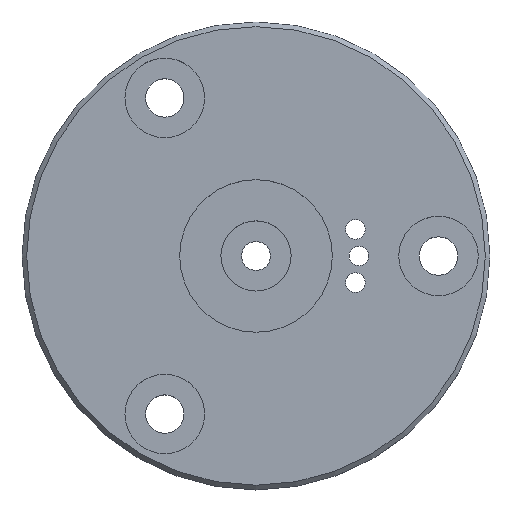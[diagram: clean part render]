
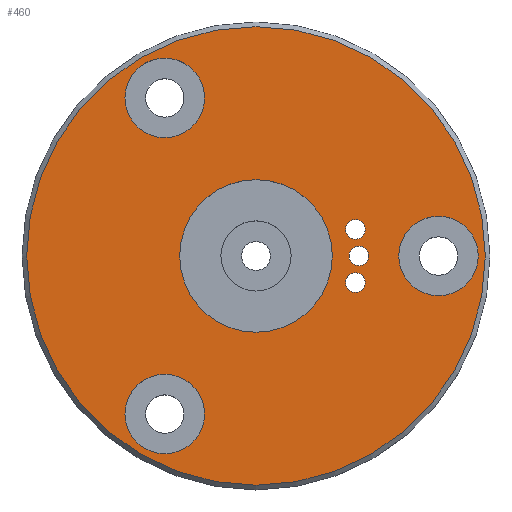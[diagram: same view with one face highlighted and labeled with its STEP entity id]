
A CAD part, top view. The second image highlights one B-rep face of the part: STEP entity #460.
In plain terms, the highlighted planar face has unit normal (0, 0, 1).
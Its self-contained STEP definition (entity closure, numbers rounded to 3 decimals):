
#66 = CONICAL_SURFACE('',#67,100.,0.785);
#67 = AXIS2_PLACEMENT_3D('',#68,#69,#70);
#68 = CARTESIAN_POINT('',(0.,0.,25.));
#69 = DIRECTION('',(-0.,-0.,-1.));
#70 = DIRECTION('',(1.,0.,0.));
#165 = VERTEX_POINT('',#166);
#166 = CARTESIAN_POINT('',(98.,0.,27.));
#189 = EDGE_CURVE('',#165,#165,#190,.T.);
#190 = SURFACE_CURVE('',#191,(#196,#203),.PCURVE_S1.);
#191 = CIRCLE('',#192,98.);
#192 = AXIS2_PLACEMENT_3D('',#193,#194,#195);
#193 = CARTESIAN_POINT('',(0.,0.,27.));
#194 = DIRECTION('',(0.,0.,1.));
#195 = DIRECTION('',(1.,0.,0.));
#196 = PCURVE('',#66,#197);
#197 = DEFINITIONAL_REPRESENTATION('',(#198),#202);
#198 = LINE('',#199,#200);
#199 = CARTESIAN_POINT('',(-0.,-2.));
#200 = VECTOR('',#201,1.);
#201 = DIRECTION('',(-1.,-0.));
#202 = ( GEOMETRIC_REPRESENTATION_CONTEXT(2) 
PARAMETRIC_REPRESENTATION_CONTEXT() REPRESENTATION_CONTEXT('2D SPACE',''
  ) );
#203 = PCURVE('',#204,#209);
#204 = PLANE('',#205);
#205 = AXIS2_PLACEMENT_3D('',#206,#207,#208);
#206 = CARTESIAN_POINT('',(0.,0.,27.));
#207 = DIRECTION('',(0.,0.,1.));
#208 = DIRECTION('',(1.,0.,0.));
#209 = DEFINITIONAL_REPRESENTATION('',(#210),#214);
#210 = CIRCLE('',#211,98.);
#211 = AXIS2_PLACEMENT_2D('',#212,#213);
#212 = CARTESIAN_POINT('',(0.,0.));
#213 = DIRECTION('',(1.,0.));
#214 = ( GEOMETRIC_REPRESENTATION_CONTEXT(2) 
PARAMETRIC_REPRESENTATION_CONTEXT() REPRESENTATION_CONTEXT('2D SPACE',''
  ) );
#243 = CYLINDRICAL_SURFACE('',#244,4.2);
#244 = AXIS2_PLACEMENT_3D('',#245,#246,#247);
#245 = CARTESIAN_POINT('',(42.501,-11.388,27.));
#246 = DIRECTION('',(-0.,0.,-1.));
#247 = DIRECTION('',(0.966,-0.259,0.));
#278 = CYLINDRICAL_SURFACE('',#279,4.2);
#279 = AXIS2_PLACEMENT_3D('',#280,#281,#282);
#280 = CARTESIAN_POINT('',(44.,0.,27.));
#281 = DIRECTION('',(-0.,-0.,-1.));
#282 = DIRECTION('',(1.,0.,0.));
#313 = CYLINDRICAL_SURFACE('',#314,4.2);
#314 = AXIS2_PLACEMENT_3D('',#315,#316,#317);
#315 = CARTESIAN_POINT('',(42.501,11.388,27.));
#316 = DIRECTION('',(0.,-0.,-1.));
#317 = DIRECTION('',(0.966,0.259,0.));
#460 = ADVANCED_FACE('',(#461,#464,#490,#516,#542,#573,#604,#635),#204,
  .T.);
#461 = FACE_BOUND('',#462,.T.);
#462 = EDGE_LOOP('',(#463));
#463 = ORIENTED_EDGE('',*,*,#189,.T.);
#464 = FACE_BOUND('',#465,.T.);
#465 = EDGE_LOOP('',(#466));
#466 = ORIENTED_EDGE('',*,*,#467,.F.);
#467 = EDGE_CURVE('',#468,#468,#470,.T.);
#468 = VERTEX_POINT('',#469);
#469 = CARTESIAN_POINT('',(48.2,0.,27.));
#470 = SURFACE_CURVE('',#471,(#476,#483),.PCURVE_S1.);
#471 = CIRCLE('',#472,4.2);
#472 = AXIS2_PLACEMENT_3D('',#473,#474,#475);
#473 = CARTESIAN_POINT('',(44.,0.,27.));
#474 = DIRECTION('',(0.,0.,1.));
#475 = DIRECTION('',(1.,0.,0.));
#476 = PCURVE('',#204,#477);
#477 = DEFINITIONAL_REPRESENTATION('',(#478),#482);
#478 = CIRCLE('',#479,4.2);
#479 = AXIS2_PLACEMENT_2D('',#480,#481);
#480 = CARTESIAN_POINT('',(44.,0.));
#481 = DIRECTION('',(1.,0.));
#482 = ( GEOMETRIC_REPRESENTATION_CONTEXT(2) 
PARAMETRIC_REPRESENTATION_CONTEXT() REPRESENTATION_CONTEXT('2D SPACE',''
  ) );
#483 = PCURVE('',#278,#484);
#484 = DEFINITIONAL_REPRESENTATION('',(#485),#489);
#485 = LINE('',#486,#487);
#486 = CARTESIAN_POINT('',(-0.,0.));
#487 = VECTOR('',#488,1.);
#488 = DIRECTION('',(-1.,0.));
#489 = ( GEOMETRIC_REPRESENTATION_CONTEXT(2) 
PARAMETRIC_REPRESENTATION_CONTEXT() REPRESENTATION_CONTEXT('2D SPACE',''
  ) );
#490 = FACE_BOUND('',#491,.T.);
#491 = EDGE_LOOP('',(#492));
#492 = ORIENTED_EDGE('',*,*,#493,.F.);
#493 = EDGE_CURVE('',#494,#494,#496,.T.);
#494 = VERTEX_POINT('',#495);
#495 = CARTESIAN_POINT('',(46.558,12.475,27.));
#496 = SURFACE_CURVE('',#497,(#502,#509),.PCURVE_S1.);
#497 = CIRCLE('',#498,4.2);
#498 = AXIS2_PLACEMENT_3D('',#499,#500,#501);
#499 = CARTESIAN_POINT('',(42.501,11.388,27.));
#500 = DIRECTION('',(0.,-0.,1.));
#501 = DIRECTION('',(0.966,0.259,0.));
#502 = PCURVE('',#204,#503);
#503 = DEFINITIONAL_REPRESENTATION('',(#504),#508);
#504 = CIRCLE('',#505,4.2);
#505 = AXIS2_PLACEMENT_2D('',#506,#507);
#506 = CARTESIAN_POINT('',(42.501,11.388));
#507 = DIRECTION('',(0.966,0.259));
#508 = ( GEOMETRIC_REPRESENTATION_CONTEXT(2) 
PARAMETRIC_REPRESENTATION_CONTEXT() REPRESENTATION_CONTEXT('2D SPACE',''
  ) );
#509 = PCURVE('',#313,#510);
#510 = DEFINITIONAL_REPRESENTATION('',(#511),#515);
#511 = LINE('',#512,#513);
#512 = CARTESIAN_POINT('',(-0.,0.));
#513 = VECTOR('',#514,1.);
#514 = DIRECTION('',(-1.,0.));
#515 = ( GEOMETRIC_REPRESENTATION_CONTEXT(2) 
PARAMETRIC_REPRESENTATION_CONTEXT() REPRESENTATION_CONTEXT('2D SPACE',''
  ) );
#516 = FACE_BOUND('',#517,.T.);
#517 = EDGE_LOOP('',(#518));
#518 = ORIENTED_EDGE('',*,*,#519,.F.);
#519 = EDGE_CURVE('',#520,#520,#522,.T.);
#520 = VERTEX_POINT('',#521);
#521 = CARTESIAN_POINT('',(46.558,-12.475,27.));
#522 = SURFACE_CURVE('',#523,(#528,#535),.PCURVE_S1.);
#523 = CIRCLE('',#524,4.2);
#524 = AXIS2_PLACEMENT_3D('',#525,#526,#527);
#525 = CARTESIAN_POINT('',(42.501,-11.388,27.));
#526 = DIRECTION('',(-0.,0.,1.));
#527 = DIRECTION('',(0.966,-0.259,0.));
#528 = PCURVE('',#204,#529);
#529 = DEFINITIONAL_REPRESENTATION('',(#530),#534);
#530 = CIRCLE('',#531,4.2);
#531 = AXIS2_PLACEMENT_2D('',#532,#533);
#532 = CARTESIAN_POINT('',(42.501,-11.388));
#533 = DIRECTION('',(0.966,-0.259));
#534 = ( GEOMETRIC_REPRESENTATION_CONTEXT(2) 
PARAMETRIC_REPRESENTATION_CONTEXT() REPRESENTATION_CONTEXT('2D SPACE',''
  ) );
#535 = PCURVE('',#243,#536);
#536 = DEFINITIONAL_REPRESENTATION('',(#537),#541);
#537 = LINE('',#538,#539);
#538 = CARTESIAN_POINT('',(-0.,0.));
#539 = VECTOR('',#540,1.);
#540 = DIRECTION('',(-1.,0.));
#541 = ( GEOMETRIC_REPRESENTATION_CONTEXT(2) 
PARAMETRIC_REPRESENTATION_CONTEXT() REPRESENTATION_CONTEXT('2D SPACE',''
  ) );
#542 = FACE_BOUND('',#543,.T.);
#543 = EDGE_LOOP('',(#544));
#544 = ORIENTED_EDGE('',*,*,#545,.F.);
#545 = EDGE_CURVE('',#546,#546,#548,.T.);
#546 = VERTEX_POINT('',#547);
#547 = CARTESIAN_POINT('',(32.6,0.,27.));
#548 = SURFACE_CURVE('',#549,(#554,#561),.PCURVE_S1.);
#549 = CIRCLE('',#550,32.6);
#550 = AXIS2_PLACEMENT_3D('',#551,#552,#553);
#551 = CARTESIAN_POINT('',(0.,0.,27.));
#552 = DIRECTION('',(0.,0.,1.));
#553 = DIRECTION('',(1.,0.,0.));
#554 = PCURVE('',#204,#555);
#555 = DEFINITIONAL_REPRESENTATION('',(#556),#560);
#556 = CIRCLE('',#557,32.6);
#557 = AXIS2_PLACEMENT_2D('',#558,#559);
#558 = CARTESIAN_POINT('',(0.,0.));
#559 = DIRECTION('',(1.,0.));
#560 = ( GEOMETRIC_REPRESENTATION_CONTEXT(2) 
PARAMETRIC_REPRESENTATION_CONTEXT() REPRESENTATION_CONTEXT('2D SPACE',''
  ) );
#561 = PCURVE('',#562,#567);
#562 = CYLINDRICAL_SURFACE('',#563,32.6);
#563 = AXIS2_PLACEMENT_3D('',#564,#565,#566);
#564 = CARTESIAN_POINT('',(0.,0.,27.));
#565 = DIRECTION('',(0.,0.,1.));
#566 = DIRECTION('',(1.,0.,0.));
#567 = DEFINITIONAL_REPRESENTATION('',(#568),#572);
#568 = LINE('',#569,#570);
#569 = CARTESIAN_POINT('',(0.,0.));
#570 = VECTOR('',#571,1.);
#571 = DIRECTION('',(1.,0.));
#572 = ( GEOMETRIC_REPRESENTATION_CONTEXT(2) 
PARAMETRIC_REPRESENTATION_CONTEXT() REPRESENTATION_CONTEXT('2D SPACE',''
  ) );
#573 = FACE_BOUND('',#574,.T.);
#574 = EDGE_LOOP('',(#575));
#575 = ORIENTED_EDGE('',*,*,#576,.F.);
#576 = EDGE_CURVE('',#577,#577,#579,.T.);
#577 = VERTEX_POINT('',#578);
#578 = CARTESIAN_POINT('',(-47.507,82.285,27.));
#579 = SURFACE_CURVE('',#580,(#585,#592),.PCURVE_S1.);
#580 = CIRCLE('',#581,17.);
#581 = AXIS2_PLACEMENT_3D('',#582,#583,#584);
#582 = CARTESIAN_POINT('',(-39.007,67.562,27.));
#583 = DIRECTION('',(0.,0.,1.));
#584 = DIRECTION('',(-0.5,0.866,0.));
#585 = PCURVE('',#204,#586);
#586 = DEFINITIONAL_REPRESENTATION('',(#587),#591);
#587 = CIRCLE('',#588,17.);
#588 = AXIS2_PLACEMENT_2D('',#589,#590);
#589 = CARTESIAN_POINT('',(-39.007,67.562));
#590 = DIRECTION('',(-0.5,0.866));
#591 = ( GEOMETRIC_REPRESENTATION_CONTEXT(2) 
PARAMETRIC_REPRESENTATION_CONTEXT() REPRESENTATION_CONTEXT('2D SPACE',''
  ) );
#592 = PCURVE('',#593,#598);
#593 = CYLINDRICAL_SURFACE('',#594,17.);
#594 = AXIS2_PLACEMENT_3D('',#595,#596,#597);
#595 = CARTESIAN_POINT('',(-39.007,67.562,27.));
#596 = DIRECTION('',(0.,0.,1.));
#597 = DIRECTION('',(-0.5,0.866,0.));
#598 = DEFINITIONAL_REPRESENTATION('',(#599),#603);
#599 = LINE('',#600,#601);
#600 = CARTESIAN_POINT('',(0.,0.));
#601 = VECTOR('',#602,1.);
#602 = DIRECTION('',(1.,0.));
#603 = ( GEOMETRIC_REPRESENTATION_CONTEXT(2) 
PARAMETRIC_REPRESENTATION_CONTEXT() REPRESENTATION_CONTEXT('2D SPACE',''
  ) );
#604 = FACE_BOUND('',#605,.T.);
#605 = EDGE_LOOP('',(#606));
#606 = ORIENTED_EDGE('',*,*,#607,.F.);
#607 = EDGE_CURVE('',#608,#608,#610,.T.);
#608 = VERTEX_POINT('',#609);
#609 = CARTESIAN_POINT('',(-47.507,-82.285,27.));
#610 = SURFACE_CURVE('',#611,(#616,#623),.PCURVE_S1.);
#611 = CIRCLE('',#612,17.);
#612 = AXIS2_PLACEMENT_3D('',#613,#614,#615);
#613 = CARTESIAN_POINT('',(-39.007,-67.562,27.));
#614 = DIRECTION('',(0.,0.,1.));
#615 = DIRECTION('',(-0.5,-0.866,0.));
#616 = PCURVE('',#204,#617);
#617 = DEFINITIONAL_REPRESENTATION('',(#618),#622);
#618 = CIRCLE('',#619,17.);
#619 = AXIS2_PLACEMENT_2D('',#620,#621);
#620 = CARTESIAN_POINT('',(-39.007,-67.562));
#621 = DIRECTION('',(-0.5,-0.866));
#622 = ( GEOMETRIC_REPRESENTATION_CONTEXT(2) 
PARAMETRIC_REPRESENTATION_CONTEXT() REPRESENTATION_CONTEXT('2D SPACE',''
  ) );
#623 = PCURVE('',#624,#629);
#624 = CYLINDRICAL_SURFACE('',#625,17.);
#625 = AXIS2_PLACEMENT_3D('',#626,#627,#628);
#626 = CARTESIAN_POINT('',(-39.007,-67.562,27.));
#627 = DIRECTION('',(0.,0.,1.));
#628 = DIRECTION('',(-0.5,-0.866,0.));
#629 = DEFINITIONAL_REPRESENTATION('',(#630),#634);
#630 = LINE('',#631,#632);
#631 = CARTESIAN_POINT('',(0.,0.));
#632 = VECTOR('',#633,1.);
#633 = DIRECTION('',(1.,0.));
#634 = ( GEOMETRIC_REPRESENTATION_CONTEXT(2) 
PARAMETRIC_REPRESENTATION_CONTEXT() REPRESENTATION_CONTEXT('2D SPACE',''
  ) );
#635 = FACE_BOUND('',#636,.T.);
#636 = EDGE_LOOP('',(#637));
#637 = ORIENTED_EDGE('',*,*,#638,.F.);
#638 = EDGE_CURVE('',#639,#639,#641,.T.);
#639 = VERTEX_POINT('',#640);
#640 = CARTESIAN_POINT('',(95.014,0.,27.));
#641 = SURFACE_CURVE('',#642,(#647,#654),.PCURVE_S1.);
#642 = CIRCLE('',#643,17.);
#643 = AXIS2_PLACEMENT_3D('',#644,#645,#646);
#644 = CARTESIAN_POINT('',(78.014,0.,27.));
#645 = DIRECTION('',(0.,0.,1.));
#646 = DIRECTION('',(1.,0.,0.));
#647 = PCURVE('',#204,#648);
#648 = DEFINITIONAL_REPRESENTATION('',(#649),#653);
#649 = CIRCLE('',#650,17.);
#650 = AXIS2_PLACEMENT_2D('',#651,#652);
#651 = CARTESIAN_POINT('',(78.014,0.));
#652 = DIRECTION('',(1.,0.));
#653 = ( GEOMETRIC_REPRESENTATION_CONTEXT(2) 
PARAMETRIC_REPRESENTATION_CONTEXT() REPRESENTATION_CONTEXT('2D SPACE',''
  ) );
#654 = PCURVE('',#655,#660);
#655 = CYLINDRICAL_SURFACE('',#656,17.);
#656 = AXIS2_PLACEMENT_3D('',#657,#658,#659);
#657 = CARTESIAN_POINT('',(78.014,0.,27.));
#658 = DIRECTION('',(0.,0.,1.));
#659 = DIRECTION('',(1.,0.,0.));
#660 = DEFINITIONAL_REPRESENTATION('',(#661),#665);
#661 = LINE('',#662,#663);
#662 = CARTESIAN_POINT('',(0.,0.));
#663 = VECTOR('',#664,1.);
#664 = DIRECTION('',(1.,0.));
#665 = ( GEOMETRIC_REPRESENTATION_CONTEXT(2) 
PARAMETRIC_REPRESENTATION_CONTEXT() REPRESENTATION_CONTEXT('2D SPACE',''
  ) );
